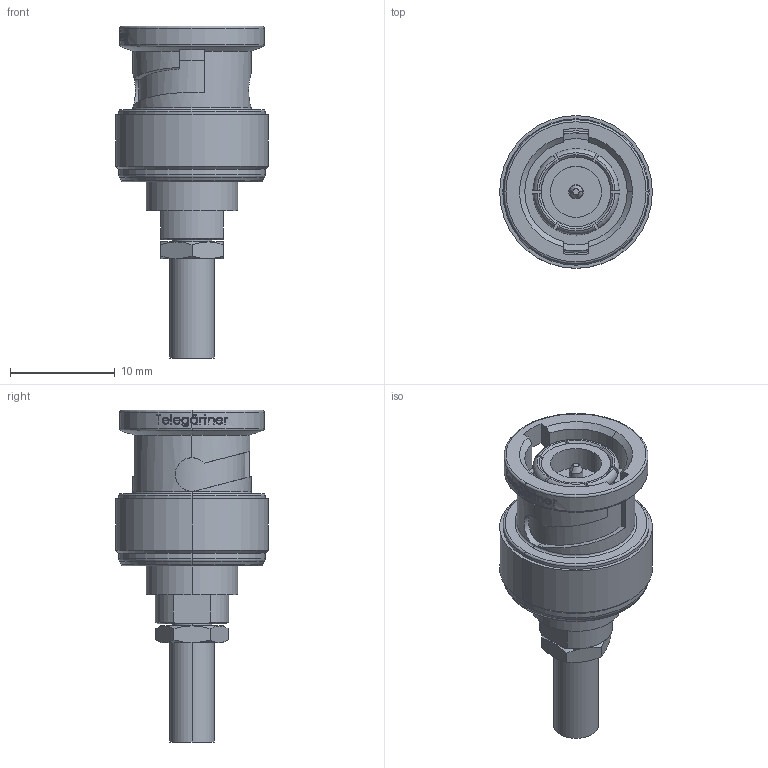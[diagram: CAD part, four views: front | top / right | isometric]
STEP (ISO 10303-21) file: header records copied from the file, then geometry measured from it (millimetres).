
FILE_DESCRIPTION (( 'STEP AP214' ), '1' );
FILE_NAME ('J01000B0022.STEP', '2018-11-19T08:53:51', ( '' ), ( '' ), 'SwSTEP 2.0', 'SolidWorks 2017', '' );
FILE_SCHEMA (( 'AUTOMOTIVE_DESIGN' ));
Length unit declared in the file: millimetre
Products named in the file (1): J01000B0022
Bounding box: 14.6 x 14.6 x 31.75 mm (x, y, z)
Volume: 2196.1 mm3; surface area: 1745.9 mm2
Topology: 1 solids, 1 shells, 320 faces, 818 edges, 533 vertices
Faces by surface type: plane 113, bspline 78, cylinder 72, cone 39, torus 18
Entity records: 16166 total; most frequent: CARTESIAN_POINT 5461, ORIENTED_EDGE 1636, DIRECTION 1279, EDGE_CURVE 818, VERTEX_POINT 533, AXIS2_PLACEMENT_3D 464, EDGE_LOOP 357, LINE 351
